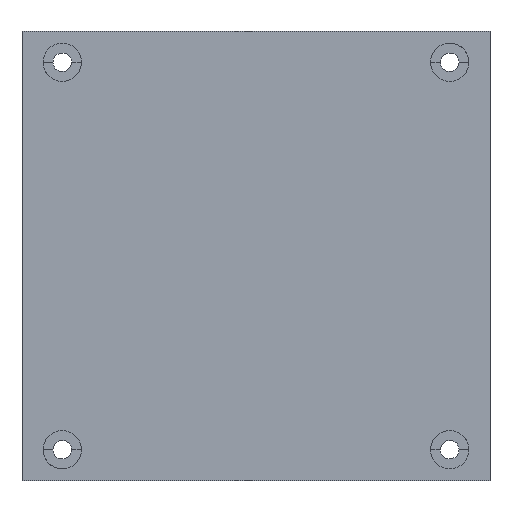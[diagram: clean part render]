
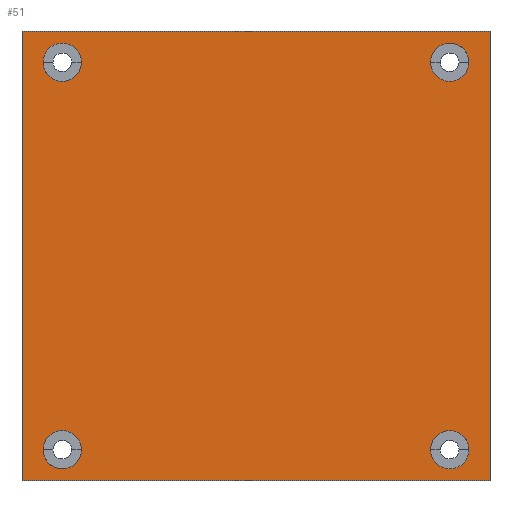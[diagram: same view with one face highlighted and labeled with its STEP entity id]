
A CAD part, front view. The second image highlights one B-rep face of the part: STEP entity #51.
In plain terms, the highlighted planar face has unit normal (0, -1, 0).
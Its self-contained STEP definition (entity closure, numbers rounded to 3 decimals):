
#18=FACE_BOUND('',#124,.T.);
#19=FACE_BOUND('',#125,.T.);
#20=FACE_BOUND('',#126,.T.);
#21=FACE_BOUND('',#127,.T.);
#51=ADVANCED_FACE('',(#85,#18,#19,#20,#21),#569,.T.);
#85=FACE_OUTER_BOUND('',#123,.T.);
#123=EDGE_LOOP('',(#276,#277,#278,#279));
#124=EDGE_LOOP('',(#280,#281));
#125=EDGE_LOOP('',(#282,#283));
#126=EDGE_LOOP('',(#284,#285));
#127=EDGE_LOOP('',(#286,#287));
#276=ORIENTED_EDGE('',*,*,#319,.F.);
#277=ORIENTED_EDGE('',*,*,#327,.F.);
#278=ORIENTED_EDGE('',*,*,#313,.F.);
#279=ORIENTED_EDGE('',*,*,#326,.F.);
#280=ORIENTED_EDGE('',*,*,#364,.F.);
#281=ORIENTED_EDGE('',*,*,#384,.T.);
#282=ORIENTED_EDGE('',*,*,#369,.F.);
#283=ORIENTED_EDGE('',*,*,#387,.T.);
#284=ORIENTED_EDGE('',*,*,#374,.F.);
#285=ORIENTED_EDGE('',*,*,#390,.T.);
#286=ORIENTED_EDGE('',*,*,#379,.F.);
#287=ORIENTED_EDGE('',*,*,#393,.T.);
#313=EDGE_CURVE('',#489,#490,#457,.T.);
#319=EDGE_CURVE('',#495,#492,#463,.T.);
#326=EDGE_CURVE('',#492,#489,#470,.T.);
#327=EDGE_CURVE('',#490,#495,#471,.T.);
#364=EDGE_CURVE('',#533,#532,#424,.T.);
#369=EDGE_CURVE('',#535,#534,#429,.T.);
#374=EDGE_CURVE('',#537,#536,#434,.T.);
#379=EDGE_CURVE('',#539,#538,#439,.T.);
#384=EDGE_CURVE('',#533,#532,#440,.T.);
#387=EDGE_CURVE('',#535,#534,#443,.T.);
#390=EDGE_CURVE('',#537,#536,#446,.T.);
#393=EDGE_CURVE('',#539,#538,#449,.T.);
#424=(
BOUNDED_CURVE()
B_SPLINE_CURVE(2,(#996,#997,#998,#999,#1000),.UNSPECIFIED.,.F.,.F.)
B_SPLINE_CURVE_WITH_KNOTS((3,2,3),(0.,7.425,14.85),
 .UNSPECIFIED.)
CURVE()
GEOMETRIC_REPRESENTATION_ITEM()
RATIONAL_B_SPLINE_CURVE((1.,0.707,1.,0.707,1.))
REPRESENTATION_ITEM('')
);
#429=(
BOUNDED_CURVE()
B_SPLINE_CURVE(2,(#1013,#1014,#1015,#1016,#1017),.UNSPECIFIED.,.F.,.F.)
B_SPLINE_CURVE_WITH_KNOTS((3,2,3),(0.,7.425,14.85),
 .UNSPECIFIED.)
CURVE()
GEOMETRIC_REPRESENTATION_ITEM()
RATIONAL_B_SPLINE_CURVE((1.,0.707,1.,0.707,1.))
REPRESENTATION_ITEM('')
);
#434=(
BOUNDED_CURVE()
B_SPLINE_CURVE(2,(#1030,#1031,#1032,#1033,#1034),.UNSPECIFIED.,.F.,.F.)
B_SPLINE_CURVE_WITH_KNOTS((3,2,3),(0.,7.425,14.85),
 .UNSPECIFIED.)
CURVE()
GEOMETRIC_REPRESENTATION_ITEM()
RATIONAL_B_SPLINE_CURVE((1.,0.707,1.,0.707,1.))
REPRESENTATION_ITEM('')
);
#439=(
BOUNDED_CURVE()
B_SPLINE_CURVE(2,(#1047,#1048,#1049,#1050,#1051),.UNSPECIFIED.,.F.,.F.)
B_SPLINE_CURVE_WITH_KNOTS((3,2,3),(0.,7.425,14.85),
 .UNSPECIFIED.)
CURVE()
GEOMETRIC_REPRESENTATION_ITEM()
RATIONAL_B_SPLINE_CURVE((1.,0.707,1.,0.707,1.))
REPRESENTATION_ITEM('')
);
#440=(
BOUNDED_CURVE()
B_SPLINE_CURVE(2,(#1060,#1061,#1062,#1063,#1064),.UNSPECIFIED.,.F.,.F.)
B_SPLINE_CURVE_WITH_KNOTS((3,2,3),(-14.85,-7.425,
0.),.UNSPECIFIED.)
CURVE()
GEOMETRIC_REPRESENTATION_ITEM()
RATIONAL_B_SPLINE_CURVE((1.,0.707,1.,0.707,1.))
REPRESENTATION_ITEM('')
);
#443=(
BOUNDED_CURVE()
B_SPLINE_CURVE(2,(#1073,#1074,#1075,#1076,#1077),.UNSPECIFIED.,.F.,.F.)
B_SPLINE_CURVE_WITH_KNOTS((3,2,3),(-14.85,-7.425,
0.),.UNSPECIFIED.)
CURVE()
GEOMETRIC_REPRESENTATION_ITEM()
RATIONAL_B_SPLINE_CURVE((1.,0.707,1.,0.707,1.))
REPRESENTATION_ITEM('')
);
#446=(
BOUNDED_CURVE()
B_SPLINE_CURVE(2,(#1086,#1087,#1088,#1089,#1090),.UNSPECIFIED.,.F.,.F.)
B_SPLINE_CURVE_WITH_KNOTS((3,2,3),(-14.85,-7.425,
0.),.UNSPECIFIED.)
CURVE()
GEOMETRIC_REPRESENTATION_ITEM()
RATIONAL_B_SPLINE_CURVE((1.,0.707,1.,0.707,1.))
REPRESENTATION_ITEM('')
);
#449=(
BOUNDED_CURVE()
B_SPLINE_CURVE(2,(#1099,#1100,#1101,#1102,#1103),.UNSPECIFIED.,.F.,.F.)
B_SPLINE_CURVE_WITH_KNOTS((3,2,3),(-14.85,-7.425,
0.),.UNSPECIFIED.)
CURVE()
GEOMETRIC_REPRESENTATION_ITEM()
RATIONAL_B_SPLINE_CURVE((1.,0.707,1.,0.707,1.))
REPRESENTATION_ITEM('')
);
#457=B_SPLINE_CURVE_WITH_KNOTS('',1,(#840,#841),.UNSPECIFIED.,.F.,.F.,(2,
2),(0.,9831.66),.UNSPECIFIED.);
#463=B_SPLINE_CURVE_WITH_KNOTS('',1,(#852,#853),.UNSPECIFIED.,.F.,.F.,(2,
2),(-9831.66,0.),.UNSPECIFIED.);
#470=B_SPLINE_CURVE_WITH_KNOTS('',1,(#866,#867,#868),.UNSPECIFIED.,.F.,
 .F.,(2,1,2),(0.,45.3,90.6),.UNSPECIFIED.);
#471=B_SPLINE_CURVE_WITH_KNOTS('',1,(#869,#870,#871),.UNSPECIFIED.,.F.,
 .F.,(2,1,2),(0.,45.3,90.6),.UNSPECIFIED.);
#489=VERTEX_POINT('',#779);
#490=VERTEX_POINT('',#780);
#492=VERTEX_POINT('',#782);
#495=VERTEX_POINT('',#785);
#532=VERTEX_POINT('',#822);
#533=VERTEX_POINT('',#823);
#534=VERTEX_POINT('',#824);
#535=VERTEX_POINT('',#825);
#536=VERTEX_POINT('',#826);
#537=VERTEX_POINT('',#827);
#538=VERTEX_POINT('',#828);
#539=VERTEX_POINT('',#829);
#569=PLANE('',#687);
#687=AXIS2_PLACEMENT_3D('',#769,#720,$);
#720=DIRECTION('',(0.,-1.,0.));
#769=CARTESIAN_POINT('',(-54.372,-2.966,95.712));
#779=CARTESIAN_POINT('',(45.3,-2.966,87.));
#780=CARTESIAN_POINT('',(45.3,-2.966,0.));
#782=CARTESIAN_POINT('',(-45.3,-2.966,87.));
#785=CARTESIAN_POINT('',(-45.3,-2.966,0.));
#822=CARTESIAN_POINT('',(-41.212,-2.966,80.98));
#823=CARTESIAN_POINT('',(-33.788,-2.966,81.02));
#824=CARTESIAN_POINT('',(41.212,-2.966,80.98));
#825=CARTESIAN_POINT('',(33.788,-2.966,81.02));
#826=CARTESIAN_POINT('',(-41.212,-2.966,6.02));
#827=CARTESIAN_POINT('',(-33.788,-2.966,5.98));
#828=CARTESIAN_POINT('',(41.212,-2.966,6.02));
#829=CARTESIAN_POINT('',(33.788,-2.966,5.98));
#840=CARTESIAN_POINT('',(45.3,-2.966,87.));
#841=CARTESIAN_POINT('',(45.3,-2.966,0.));
#852=CARTESIAN_POINT('',(-45.3,-2.966,0.));
#853=CARTESIAN_POINT('',(-45.3,-2.966,87.));
#866=CARTESIAN_POINT('',(-45.3,-2.966,87.));
#867=CARTESIAN_POINT('',(0.,-2.966,87.));
#868=CARTESIAN_POINT('',(45.3,-2.966,87.));
#869=CARTESIAN_POINT('',(45.3,-2.966,0.));
#870=CARTESIAN_POINT('',(0.,-2.966,0.));
#871=CARTESIAN_POINT('',(-45.3,-2.966,0.));
#996=CARTESIAN_POINT('',(-33.788,-2.966,81.02));
#997=CARTESIAN_POINT('',(-33.807,-2.966,84.732));
#998=CARTESIAN_POINT('',(-37.52,-2.966,84.712));
#999=CARTESIAN_POINT('',(-41.232,-2.966,84.693));
#1000=CARTESIAN_POINT('',(-41.212,-2.966,80.98));
#1013=CARTESIAN_POINT('',(33.788,-2.966,81.02));
#1014=CARTESIAN_POINT('',(33.768,-2.966,77.307));
#1015=CARTESIAN_POINT('',(37.48,-2.966,77.288));
#1016=CARTESIAN_POINT('',(41.193,-2.966,77.268));
#1017=CARTESIAN_POINT('',(41.212,-2.966,80.98));
#1030=CARTESIAN_POINT('',(-33.788,-2.966,5.98));
#1031=CARTESIAN_POINT('',(-33.768,-2.966,9.693));
#1032=CARTESIAN_POINT('',(-37.48,-2.966,9.712));
#1033=CARTESIAN_POINT('',(-41.193,-2.966,9.732));
#1034=CARTESIAN_POINT('',(-41.212,-2.966,6.02));
#1047=CARTESIAN_POINT('',(33.788,-2.966,5.98));
#1048=CARTESIAN_POINT('',(33.807,-2.966,2.268));
#1049=CARTESIAN_POINT('',(37.52,-2.966,2.288));
#1050=CARTESIAN_POINT('',(41.232,-2.966,2.307));
#1051=CARTESIAN_POINT('',(41.212,-2.966,6.02));
#1060=CARTESIAN_POINT('',(-33.788,-2.966,81.02));
#1061=CARTESIAN_POINT('',(-33.768,-2.966,77.307));
#1062=CARTESIAN_POINT('',(-37.48,-2.966,77.288));
#1063=CARTESIAN_POINT('',(-41.193,-2.966,77.268));
#1064=CARTESIAN_POINT('',(-41.212,-2.966,80.98));
#1073=CARTESIAN_POINT('',(33.788,-2.966,81.02));
#1074=CARTESIAN_POINT('',(33.807,-2.966,84.732));
#1075=CARTESIAN_POINT('',(37.52,-2.966,84.712));
#1076=CARTESIAN_POINT('',(41.232,-2.966,84.693));
#1077=CARTESIAN_POINT('',(41.212,-2.966,80.98));
#1086=CARTESIAN_POINT('',(-33.788,-2.966,5.98));
#1087=CARTESIAN_POINT('',(-33.807,-2.966,2.268));
#1088=CARTESIAN_POINT('',(-37.52,-2.966,2.288));
#1089=CARTESIAN_POINT('',(-41.232,-2.966,2.307));
#1090=CARTESIAN_POINT('',(-41.212,-2.966,6.02));
#1099=CARTESIAN_POINT('',(33.788,-2.966,5.98));
#1100=CARTESIAN_POINT('',(33.768,-2.966,9.693));
#1101=CARTESIAN_POINT('',(37.48,-2.966,9.712));
#1102=CARTESIAN_POINT('',(41.193,-2.966,9.732));
#1103=CARTESIAN_POINT('',(41.212,-2.966,6.02));
